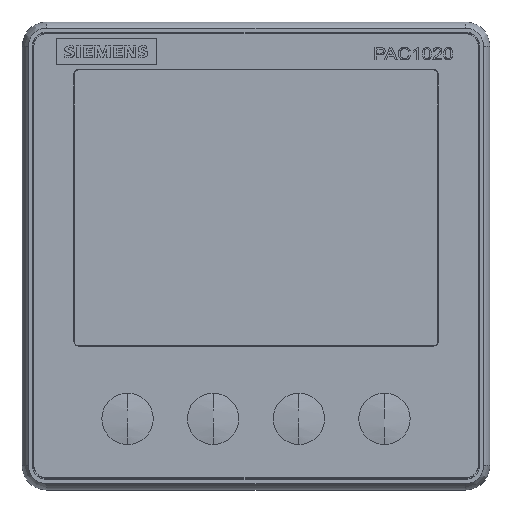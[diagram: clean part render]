
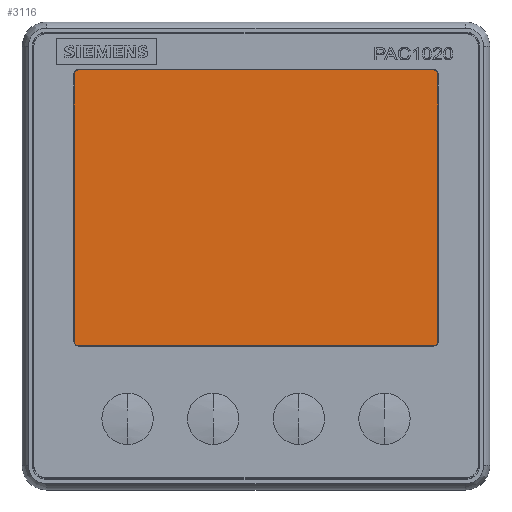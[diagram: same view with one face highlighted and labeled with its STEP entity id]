
A CAD part, top view. The second image highlights one B-rep face of the part: STEP entity #3116.
In plain terms, the highlighted planar face has unit normal (0, 0, 1).
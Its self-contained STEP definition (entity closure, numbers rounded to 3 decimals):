
#3116=ADVANCED_FACE('',(#6611),#6612,.T.);
#6611=FACE_OUTER_BOUND('',#10831,.T.);
#6612=PLANE('',#10832);
#10831=EDGE_LOOP('',(#21296,#21297,#21298,#21299,#21300,#21301,#21302,#21303));
#10832=AXIS2_PLACEMENT_3D('',#21304,#21305,#21306);
#21296=ORIENTED_EDGE('',*,*,#27435,.T.);
#21297=ORIENTED_EDGE('',*,*,#27441,.T.);
#21298=ORIENTED_EDGE('',*,*,#27442,.T.);
#21299=ORIENTED_EDGE('',*,*,#27443,.T.);
#21300=ORIENTED_EDGE('',*,*,#27444,.T.);
#21301=ORIENTED_EDGE('',*,*,#27445,.T.);
#21302=ORIENTED_EDGE('',*,*,#27446,.T.);
#21303=ORIENTED_EDGE('',*,*,#27439,.T.);
#21304=CARTESIAN_POINT('',(10.683,83.027,45.33));
#21305=DIRECTION('',(0.0,0.0,1.0));
#21306=DIRECTION('',(0.0,-1.0,0.0));
#27435=EDGE_CURVE('',#33628,#33626,#33629,.T.);
#27439=EDGE_CURVE('',#33632,#33628,#33634,.T.);
#27441=EDGE_CURVE('',#33626,#33636,#33637,.T.);
#27442=EDGE_CURVE('',#33636,#33638,#33639,.T.);
#27443=EDGE_CURVE('',#33638,#33640,#33641,.T.);
#27444=EDGE_CURVE('',#33640,#33642,#33643,.T.);
#27445=EDGE_CURVE('',#33642,#33644,#33645,.T.);
#27446=EDGE_CURVE('',#33644,#33632,#33646,.T.);
#33626=VERTEX_POINT('',#44374);
#33628=VERTEX_POINT('',#44377);
#33629=LINE('',#44378,#44379);
#33632=VERTEX_POINT('',#44383);
#33634=ELLIPSE('',#44386,0.8,0.8);
#33636=VERTEX_POINT('',#44388);
#33637=ELLIPSE('',#44389,0.8,0.8);
#33638=VERTEX_POINT('',#44390);
#33639=LINE('',#44391,#44392);
#33640=VERTEX_POINT('',#44393);
#33641=ELLIPSE('',#44394,0.8,0.8);
#33642=VERTEX_POINT('',#44395);
#33643=LINE('',#44396,#44397);
#33644=VERTEX_POINT('',#44398);
#33645=ELLIPSE('',#44399,0.8,0.8);
#33646=LINE('',#44400,#44401);
#44374=CARTESIAN_POINT('',(84.127,29.493,45.33));
#44377=CARTESIAN_POINT('',(11.483,29.493,45.33));
#44378=CARTESIAN_POINT('',(11.483,29.493,45.33));
#44379=VECTOR('',#48901,1.0);
#44383=CARTESIAN_POINT('',(10.683,30.293,45.33));
#44386=AXIS2_PLACEMENT_3D('',#48904,#48905,#48906);
#44388=CARTESIAN_POINT('',(84.927,30.293,45.33));
#44389=AXIS2_PLACEMENT_3D('',#48907,#48908,#48909);
#44390=CARTESIAN_POINT('',(84.927,85.017,45.33));
#44391=CARTESIAN_POINT('',(84.927,30.293,45.33));
#44392=VECTOR('',#48910,1.0);
#44393=CARTESIAN_POINT('',(84.127,85.817,45.33));
#44394=AXIS2_PLACEMENT_3D('',#48911,#48912,#48913);
#44395=CARTESIAN_POINT('',(11.483,85.817,45.33));
#44396=CARTESIAN_POINT('',(84.127,85.817,45.33));
#44397=VECTOR('',#48914,1.0);
#44398=CARTESIAN_POINT('',(10.683,85.017,45.33));
#44399=AXIS2_PLACEMENT_3D('',#48915,#48916,#48917);
#44400=CARTESIAN_POINT('',(10.683,85.017,45.33));
#44401=VECTOR('',#48918,1.0);
#48901=DIRECTION('',(1.0,0.0,0.0));
#48904=CARTESIAN_POINT('',(11.484,30.293,45.33));
#48905=DIRECTION('',(0.0,-0.0,1.0));
#48906=DIRECTION('',(0.707,0.707,0.0));
#48907=CARTESIAN_POINT('',(84.126,30.293,45.33));
#48908=DIRECTION('',(0.0,0.0,1.0));
#48909=DIRECTION('',(0.707,-0.707,0.0));
#48910=DIRECTION('',(0.0,1.0,0.0));
#48911=CARTESIAN_POINT('',(84.126,85.016,45.33));
#48912=DIRECTION('',(0.0,-0.0,1.0));
#48913=DIRECTION('',(0.707,0.707,0.0));
#48914=DIRECTION('',(-1.0,0.0,0.0));
#48915=CARTESIAN_POINT('',(11.484,85.016,45.33));
#48916=DIRECTION('',(0.0,0.0,1.0));
#48917=DIRECTION('',(-0.707,0.707,0.0));
#48918=DIRECTION('',(0.0,-1.0,0.0));
